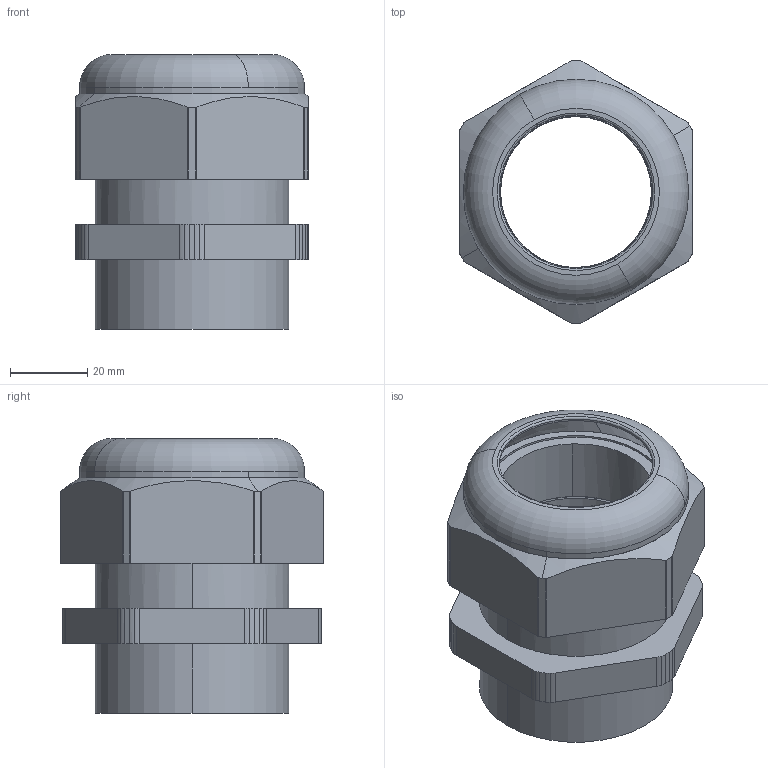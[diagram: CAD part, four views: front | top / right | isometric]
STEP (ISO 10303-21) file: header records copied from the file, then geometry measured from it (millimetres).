
FILE_DESCRIPTION(('CATIA V5 STEP Exchange','CAx-IF Rec.Pracs.--- Model Styling and Organization---1.4--- 2014-01-23'),'2;1');
FILE_NAME ('020984-2_1_1772340000_1772340000.stp','2019-11-07T07:21:15+00:00',('none'),('Weidmueller'),'CATIA Version 5-6 Release 2016 SP3 HF44','CATIA V5 STEP AP214','none');
FILE_SCHEMA(('AUTOMOTIVE_DESIGN { 1 0 10303 214 1 1 1 1 }'));
Length unit declared in the file: millimetre
Products named in the file (1): VG_M50
Bounding box: 60 x 68.01 x 71 mm (x, y, z)
Volume: 78420.3 mm3; surface area: 41624.9 mm2
Topology: 3 solids, 3 shells, 108 faces, 289 edges, 191 vertices
Faces by surface type: cylinder 58, plane 34, torus 8, cone 6, bspline 2
Entity records: 3604 total; most frequent: CARTESIAN_POINT 1016, ORIENTED_EDGE 578, DIRECTION 430, EDGE_CURVE 289, AXIS2_PLACEMENT_3D 204, VERTEX_POINT 191, VECTOR 126, LINE 126
